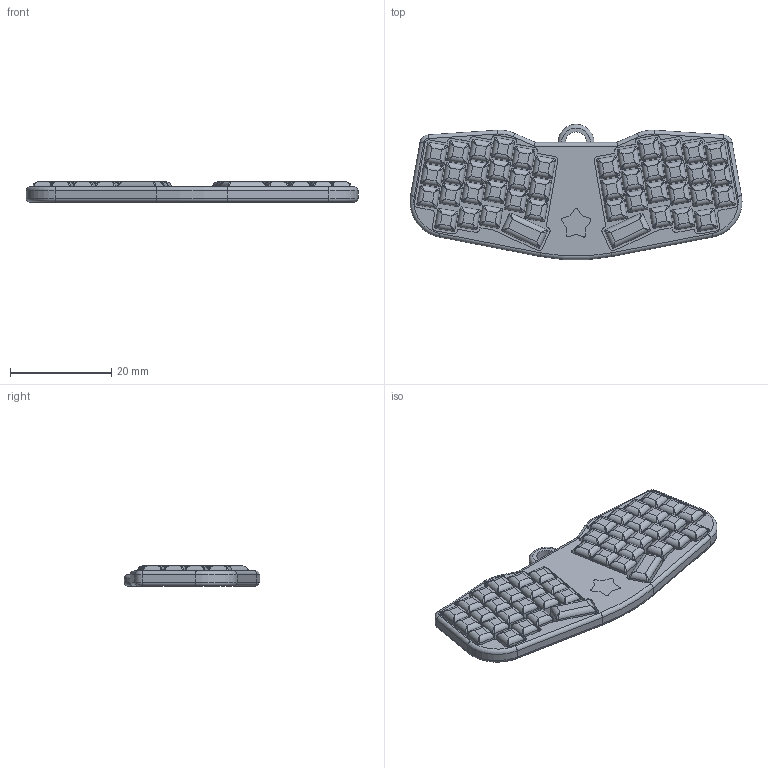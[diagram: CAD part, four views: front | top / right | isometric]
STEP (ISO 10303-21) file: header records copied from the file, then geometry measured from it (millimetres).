
FILE_DESCRIPTION(/* description */ ('STEP AP242','CAx-IF Rec.Pracs.---Representation and Presentation of Product Manufacturing Information (PMI)---4.0---2014-10-13','CAx-IF Rec.Pracs.---3D Tessellated Geometry---0.4---2014-09-14','2;1'),/* implementation_level */ '2;1');
FILE_NAME(/* name */ '68b98d42fa54d3eb0fdadb4b',/* time_stamp */ '2025-09-04T12:59:47Z',/* author */ (''),/* organization */ (''),/* preprocessor_version */ 'ST-DEVELOPER v20',/* originating_system */ 'ONSHAPE BY PTC INC, 1.203',/* authorisation */ ' ');
FILE_SCHEMA (('AP242_MANAGED_MODEL_BASED_3D_ENGINEERING_MIM_LF { 1 0 10303 442 1 1 4 }'));
Length unit declared in the file: metre
Products named in the file (46): Part 45; Part 29; Part 1; Part 44; Part 28; Part 2; Part 43; Part 27; Part 3; Part 42; Part 26; Part 4; Part 41; Part 25; Part 46; Part 5; Part 40; Part 24; Part 6; Part 39; Part 23; Part 22; Part 7; Part 21; Part 8; Part 31; Part 38; Part 20; Part 9; Part 30; Part 37; Part 16; Part 19; Part 10; Part 32; Part 36; Part 14; Part 18; Part 11; Part 35 ...
Bounding box: 65.7 x 26.78 x 4 mm (x, y, z)
Volume: 4389.9 mm3; surface area: 6960.7 mm2
Topology: 46 solids, 46 shells, 967 faces, 2233 edges, 1184 vertices
Faces by surface type: cylinder 426, plane 349, bspline 176, torus 16
Entity records: 29011 total; most frequent: CARTESIAN_POINT 7246, DIRECTION 4601, ORIENTED_EDGE 4114, EDGE_CURVE 2057, AXIS2_PLACEMENT_3D 1707, LINE 1187, VECTOR 1187, VERTEX_POINT 1184
